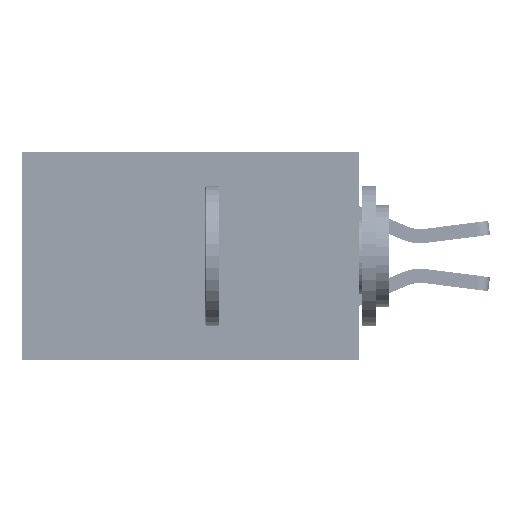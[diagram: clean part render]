
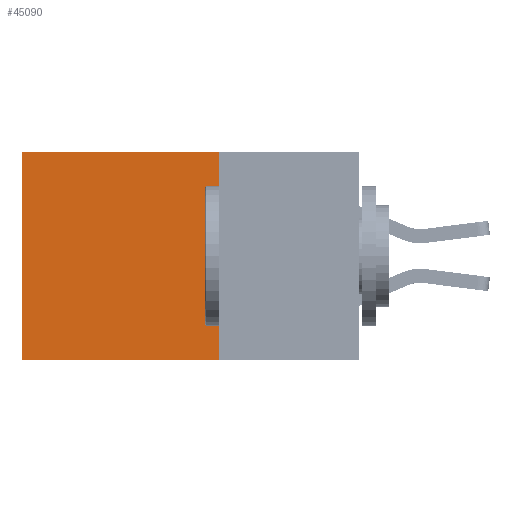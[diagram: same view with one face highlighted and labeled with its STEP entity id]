
A CAD part, left-side view. The second image highlights one B-rep face of the part: STEP entity #45090.
In plain terms, the highlighted planar face has unit normal (-1, 0, 0).
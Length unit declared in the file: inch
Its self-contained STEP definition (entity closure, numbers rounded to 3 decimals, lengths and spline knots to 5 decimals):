
#2008 = CARTESIAN_POINT ( 'NONE',  ( 0.2875, 0.25, 0. ) ) ;
#2383 = VECTOR ( 'NONE', #52900, 39.37008 ) ;
#3232 = EDGE_CURVE ( 'NONE', #15580, #34375, #41624, .T. ) ;
#6424 = LINE ( 'NONE', #17376, #20020 ) ;
#11360 = LINE ( 'NONE', #2008, #48138 ) ;
#11622 = CARTESIAN_POINT ( 'NONE',  ( 0.2875, 0.25, -0.37 ) ) ;
#12046 = CARTESIAN_POINT ( 'NONE',  ( 0.2875, 0.6, 0. ) ) ;
#12803 = VERTEX_POINT ( 'NONE', #42207 ) ;
#13949 = VERTEX_POINT ( 'NONE', #11622 ) ;
#15212 = VECTOR ( 'NONE', #33613, 39.37008 ) ;
#15580 = VERTEX_POINT ( 'NONE', #40198 ) ;
#16170 = EDGE_LOOP ( 'NONE', ( #50580, #26372, #43770, #37194 ) ) ;
#17376 = CARTESIAN_POINT ( 'NONE',  ( 0.2875, 0.6, 0. ) ) ;
#20020 = VECTOR ( 'NONE', #46012, 39.37008 ) ;
#20699 = PLANE ( 'NONE',  #49894 ) ;
#22454 = LINE ( 'NONE', #48916, #2383 ) ;
#26372 = ORIENTED_EDGE ( 'NONE', *, *, #45549, .F. ) ;
#28775 = DIRECTION ( 'NONE',  ( 0., 0., -1. ) ) ;
#29140 = DIRECTION ( 'NONE',  ( 1., 0., 0. ) ) ;
#33613 = DIRECTION ( 'NONE',  ( 0., 1., 0. ) ) ;
#34375 = VERTEX_POINT ( 'NONE', #12046 ) ;
#35034 = DIRECTION ( 'NONE',  ( 0., 0., -1. ) ) ;
#36935 = CARTESIAN_POINT ( 'NONE',  ( 0.2875, 0.25, 0. ) ) ;
#37194 = ORIENTED_EDGE ( 'NONE', *, *, #3232, .T. ) ;
#39255 = FACE_OUTER_BOUND ( 'NONE', #16170, .T. ) ;
#40198 = CARTESIAN_POINT ( 'NONE',  ( 0.2875, 0.25, 0. ) ) ;
#41624 = LINE ( 'NONE', #46566, #15212 ) ;
#42207 = CARTESIAN_POINT ( 'NONE',  ( 0.2875, 0.6, -0.37 ) ) ;
#43536 = EDGE_CURVE ( 'NONE', #34375, #12803, #6424, .T. ) ;
#43770 = ORIENTED_EDGE ( 'NONE', *, *, #47435, .F. ) ;
#45090 = ADVANCED_FACE ( 'NONE', ( #39255 ), #20699, .F. ) ;
#45549 = EDGE_CURVE ( 'NONE', #13949, #12803, #22454, .T. ) ;
#46012 = DIRECTION ( 'NONE',  ( 0., 0., -1. ) ) ;
#46566 = CARTESIAN_POINT ( 'NONE',  ( 0.2875, 0.25, 0. ) ) ;
#47435 = EDGE_CURVE ( 'NONE', #15580, #13949, #11360, .T. ) ;
#48138 = VECTOR ( 'NONE', #35034, 39.37008 ) ;
#48916 = CARTESIAN_POINT ( 'NONE',  ( 0.2875, 0.25, -0.37 ) ) ;
#49894 = AXIS2_PLACEMENT_3D ( 'NONE', #36935, #29140, #28775 ) ;
#50580 = ORIENTED_EDGE ( 'NONE', *, *, #43536, .T. ) ;
#52900 = DIRECTION ( 'NONE',  ( 0., 1., 0. ) ) ;
